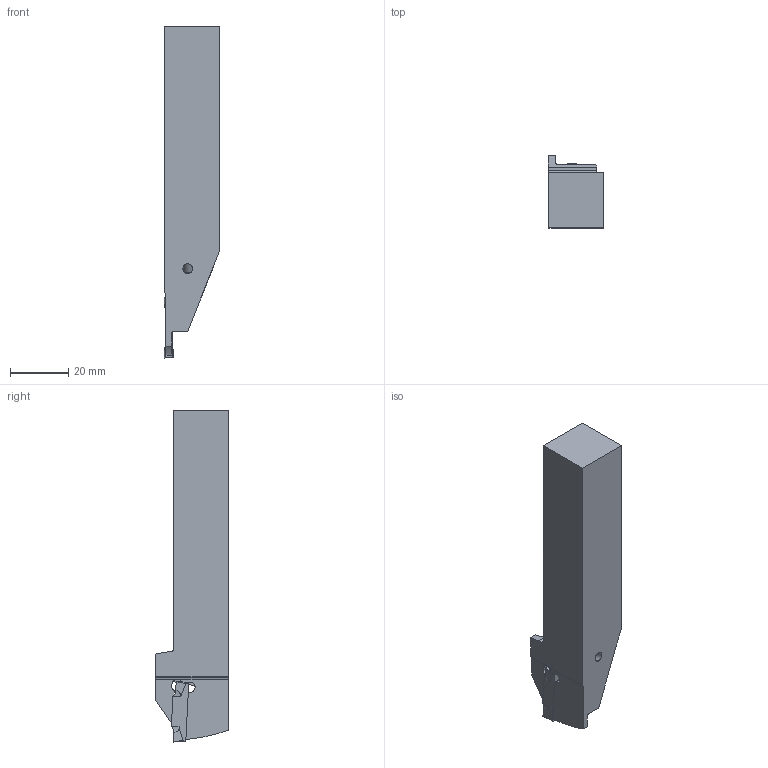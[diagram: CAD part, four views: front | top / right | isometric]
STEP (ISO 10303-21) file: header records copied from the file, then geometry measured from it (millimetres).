
FILE_DESCRIPTION(/* description */ (''),/* implementation_level */ '2;1');
FILE_NAME(/* name */ 'GYSRUS12B00-F20_CW0_125_IR0_008.stp',/* time_stamp */ '2023-03-20T14:55:23+09:00',/* author */ (''),/* organization */ (''),/* preprocessor_version */ 'ST-DEVELOPER v16',/* originating_system */ 'SIEMENS PLM Software NX 10.0',/* authorisation */ '');
FILE_SCHEMA (('AUTOMOTIVE_DESIGN { 1 0 10303 214 3 1 1 1 }'));
Length unit declared in the file: millimetre
Products named in the file (1): GYSRUS12B00-F20_CW0_125_IR0_008_ASM
Bounding box: 19.14 x 25.05 x 114.3 mm (x, y, z)
Volume: 34772.8 mm3; surface area: 9319.1 mm2
Topology: 2 solids, 2 shells, 134 faces, 418 edges, 316 vertices
Faces by surface type: plane 55, cylinder 49, cone 12, bspline 8, extrusion 4, torus 4, sphere 2
Entity records: 5657 total; most frequent: CARTESIAN_POINT 1902, ORIENTED_EDGE 776, DIRECTION 711, EDGE_CURVE 388, VERTEX_POINT 259, AXIS2_PLACEMENT_3D 251, VECTOR 209, LINE 205
